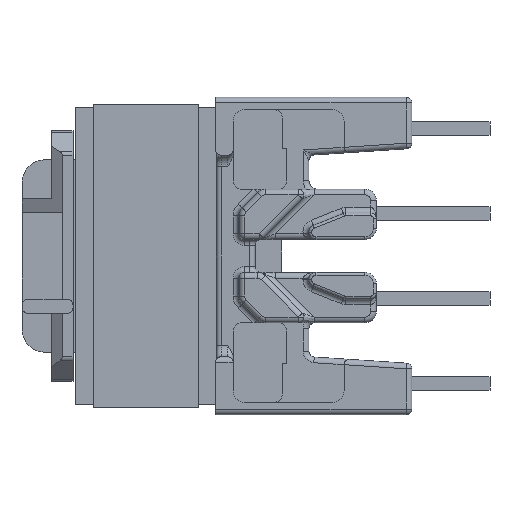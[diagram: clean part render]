
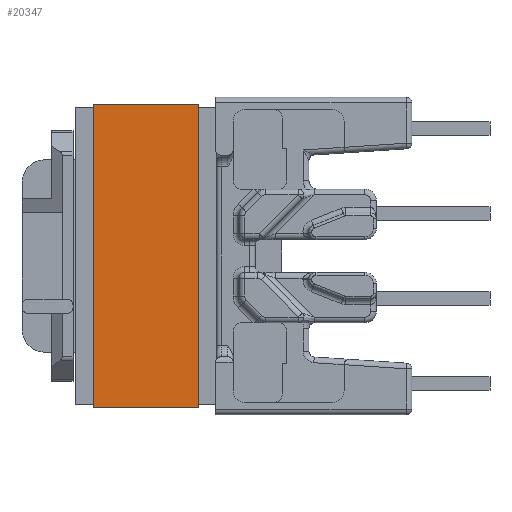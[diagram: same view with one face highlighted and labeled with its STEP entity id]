
A CAD part, left-side view. The second image highlights one B-rep face of the part: STEP entity #20347.
In plain terms, the highlighted planar face has unit normal (-1, 0, 0).
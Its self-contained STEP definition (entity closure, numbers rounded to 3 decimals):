
#1841 = EDGE_LOOP ( 'NONE', ( #18029, #5477, #14886, #9172 ) ) ;
#2453 = VERTEX_POINT ( 'NONE', #12491 ) ;
#3148 = DIRECTION ( 'NONE',  ( 0., -1., 0. ) ) ;
#5477 = ORIENTED_EDGE ( 'NONE', *, *, #10383, .F. ) ;
#7058 = DIRECTION ( 'NONE',  ( -1., 0., 0. ) ) ;
#7646 = EDGE_CURVE ( 'NONE', #20022, #10494, #11707, .T. ) ;
#8336 = CARTESIAN_POINT ( 'NONE',  ( -0.16, 0.16, 0. ) ) ;
#8848 = VECTOR ( 'NONE', #16723, 1000. ) ;
#9172 = ORIENTED_EDGE ( 'NONE', *, *, #15215, .T. ) ;
#10383 = EDGE_CURVE ( 'NONE', #20022, #2453, #13459, .T. ) ;
#10476 = PLANE ( 'NONE',  #13492 ) ;
#10494 = VERTEX_POINT ( 'NONE', #13651 ) ;
#11512 = CARTESIAN_POINT ( 'NONE',  ( -0.16, 0.16, -4.75 ) ) ;
#11707 = LINE ( 'NONE', #17167, #20369 ) ;
#12470 = LINE ( 'NONE', #18674, #16532 ) ;
#12491 = CARTESIAN_POINT ( 'NONE',  ( -0.16, 0.16, 0. ) ) ;
#13176 = CARTESIAN_POINT ( 'NONE',  ( -0.16, -13.47, 0. ) ) ;
#13459 = LINE ( 'NONE', #11512, #8848 ) ;
#13492 = AXIS2_PLACEMENT_3D ( 'NONE', #17406, #7058, #19150 ) ;
#13651 = CARTESIAN_POINT ( 'NONE',  ( -0.16, -13.47, -4.75 ) ) ;
#13978 = VECTOR ( 'NONE', #3148, 1000. ) ;
#14886 = ORIENTED_EDGE ( 'NONE', *, *, #7646, .T. ) ;
#15215 = EDGE_CURVE ( 'NONE', #10494, #19004, #12470, .T. ) ;
#15462 = DIRECTION ( 'NONE',  ( 0., -1., 0. ) ) ;
#16532 = VECTOR ( 'NONE', #20399, 1000. ) ;
#16723 = DIRECTION ( 'NONE',  ( 0., 0., 1. ) ) ;
#17167 = CARTESIAN_POINT ( 'NONE',  ( -0.16, 0.16, -4.75 ) ) ;
#17406 = CARTESIAN_POINT ( 'NONE',  ( -0.16, 0.16, -4.75 ) ) ;
#18029 = ORIENTED_EDGE ( 'NONE', *, *, #20221, .F. ) ;
#18129 = CARTESIAN_POINT ( 'NONE',  ( -0.16, 0.16, -4.75 ) ) ;
#18674 = CARTESIAN_POINT ( 'NONE',  ( -0.16, -13.47, -4.75 ) ) ;
#19004 = VERTEX_POINT ( 'NONE', #13176 ) ;
#19150 = DIRECTION ( 'NONE',  ( 0., -1., 0. ) ) ;
#20022 = VERTEX_POINT ( 'NONE', #18129 ) ;
#20221 = EDGE_CURVE ( 'NONE', #2453, #19004, #20425, .T. ) ;
#20347 = ADVANCED_FACE ( 'NONE', ( #20448 ), #10476, .T. ) ;
#20369 = VECTOR ( 'NONE', #15462, 1000. ) ;
#20399 = DIRECTION ( 'NONE',  ( 0., 0., 1. ) ) ;
#20425 = LINE ( 'NONE', #8336, #13978 ) ;
#20448 = FACE_OUTER_BOUND ( 'NONE', #1841, .T. ) ;
